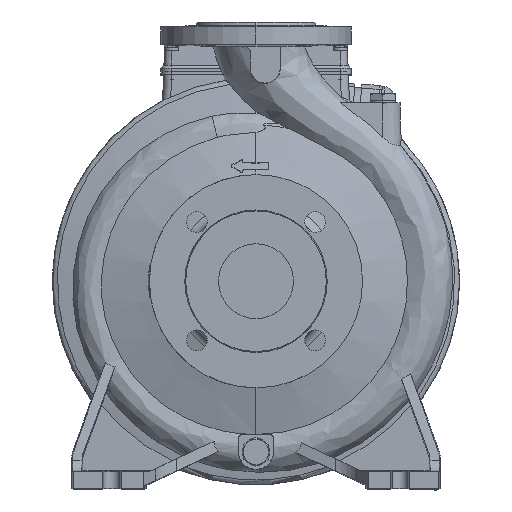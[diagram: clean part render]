
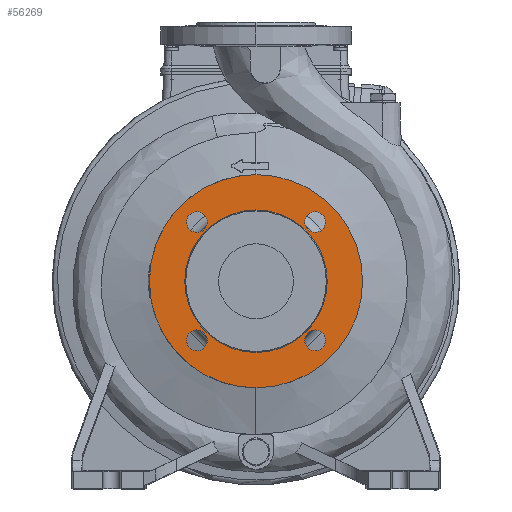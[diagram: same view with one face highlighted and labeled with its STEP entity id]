
A CAD part, top view. The second image highlights one B-rep face of the part: STEP entity #56269.
In plain terms, the highlighted planar face has unit normal (0, 0, 1).
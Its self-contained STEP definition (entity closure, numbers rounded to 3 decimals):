
#398 = DIRECTION ( 'NONE',  ( 0., 0., -1. ) ) ;
#1436 = AXIS2_PLACEMENT_3D ( 'NONE', #98395, #96555, #68764 ) ;
#2682 = FACE_BOUND ( 'NONE', #32981, .T. ) ;
#6721 = VERTEX_POINT ( 'NONE', #57540 ) ;
#12440 = AXIS2_PLACEMENT_3D ( 'NONE', #105557, #122264, #47532 ) ;
#12576 = DIRECTION ( 'NONE',  ( 0., 0., -1. ) ) ;
#13796 = VERTEX_POINT ( 'NONE', #42719 ) ;
#14936 = DIRECTION ( 'NONE',  ( 0., 0., -1. ) ) ;
#15094 = DIRECTION ( 'NONE',  ( 1., 0., 0. ) ) ;
#15238 = VERTEX_POINT ( 'NONE', #71164 ) ;
#17174 = CARTESIAN_POINT ( 'NONE',  ( -51.265, 51.265, 97. ) ) ;
#17800 = DIRECTION ( 'NONE',  ( 1., 0., 0. ) ) ;
#18366 = CIRCLE ( 'NONE', #12440, 9. ) ;
#18531 = AXIS2_PLACEMENT_3D ( 'NONE', #116892, #14936, #21772 ) ;
#19980 = CIRCLE ( 'NONE', #25876, 9. ) ;
#21309 = CARTESIAN_POINT ( 'NONE',  ( 0., 0., 97. ) ) ;
#21406 = DIRECTION ( 'NONE',  ( 0., 0., -1. ) ) ;
#21772 = DIRECTION ( 'NONE',  ( 1., 0., 0. ) ) ;
#22183 = AXIS2_PLACEMENT_3D ( 'NONE', #73935, #398, #38083 ) ;
#22246 = CARTESIAN_POINT ( 'NONE',  ( -42.265, -51.265, 97. ) ) ;
#22661 = DIRECTION ( 'NONE',  ( 0., 1., 0. ) ) ;
#23887 = VERTEX_POINT ( 'NONE', #96207 ) ;
#24165 = ORIENTED_EDGE ( 'NONE', *, *, #92860, .F. ) ;
#25876 = AXIS2_PLACEMENT_3D ( 'NONE', #75821, #21406, #59101 ) ;
#27474 = CIRCLE ( 'NONE', #106398, 61.804 ) ;
#30711 = CARTESIAN_POINT ( 'NONE',  ( 0., 0., 97. ) ) ;
#31122 = ORIENTED_EDGE ( 'NONE', *, *, #34965, .T. ) ;
#31405 = CIRCLE ( 'NONE', #110344, 92.5 ) ;
#32311 = CARTESIAN_POINT ( 'NONE',  ( 51.265, 51.265, 97. ) ) ;
#32981 = EDGE_LOOP ( 'NONE', ( #122197, #37913 ) ) ;
#33242 = CARTESIAN_POINT ( 'NONE',  ( -61.804, 0., 97. ) ) ;
#34965 = EDGE_CURVE ( 'NONE', #13796, #49115, #37146, .T. ) ;
#35892 = DIRECTION ( 'NONE',  ( -1., 0., 0. ) ) ;
#37146 = CIRCLE ( 'NONE', #76626, 9. ) ;
#37913 = ORIENTED_EDGE ( 'NONE', *, *, #51323, .T. ) ;
#38083 = DIRECTION ( 'NONE',  ( 1., 0., 0. ) ) ;
#38873 = EDGE_LOOP ( 'NONE', ( #92203, #24165 ) ) ;
#39131 = FACE_BOUND ( 'NONE', #122037, .T. ) ;
#39545 = CARTESIAN_POINT ( 'NONE',  ( -60.265, -51.265, 97. ) ) ;
#39850 = ORIENTED_EDGE ( 'NONE', *, *, #53860, .T. ) ;
#39973 = EDGE_LOOP ( 'NONE', ( #80497, #50469 ) ) ;
#40309 = CIRCLE ( 'NONE', #109365, 61.804 ) ;
#41573 = FACE_BOUND ( 'NONE', #39973, .T. ) ;
#42719 = CARTESIAN_POINT ( 'NONE',  ( -42.265, 51.265, 97. ) ) ;
#42788 = DIRECTION ( 'NONE',  ( 0., 0., -1. ) ) ;
#46647 = CARTESIAN_POINT ( 'NONE',  ( 42.265, 51.265, 97. ) ) ;
#47391 = AXIS2_PLACEMENT_3D ( 'NONE', #17174, #54882, #17800 ) ;
#47532 = DIRECTION ( 'NONE',  ( 1., 0., 0. ) ) ;
#48329 = CIRCLE ( 'NONE', #91699, 9. ) ;
#48930 = EDGE_CURVE ( 'NONE', #61226, #78597, #27474, .T. ) ;
#49115 = VERTEX_POINT ( 'NONE', #90443 ) ;
#50469 = ORIENTED_EDGE ( 'NONE', *, *, #114166, .T. ) ;
#51323 = EDGE_CURVE ( 'NONE', #6721, #74289, #19980, .T. ) ;
#51386 = VERTEX_POINT ( 'NONE', #58490 ) ;
#52788 = CARTESIAN_POINT ( 'NONE',  ( -51.265, 51.265, 97. ) ) ;
#53219 = DIRECTION ( 'NONE',  ( 0., 0., 1. ) ) ;
#53548 = VERTEX_POINT ( 'NONE', #22246 ) ;
#53860 = EDGE_CURVE ( 'NONE', #107088, #53548, #59691, .T. ) ;
#54882 = DIRECTION ( 'NONE',  ( 0., 0., -1. ) ) ;
#55251 = EDGE_LOOP ( 'NONE', ( #65795, #39850 ) ) ;
#55379 = CARTESIAN_POINT ( 'NONE',  ( 0., 0., 97. ) ) ;
#56269 = ADVANCED_FACE ( 'NONE', ( #39131, #58907, #2682, #41573, #116321, #115709 ), #58296, .F. ) ;
#57540 = CARTESIAN_POINT ( 'NONE',  ( 42.265, -51.265, 97. ) ) ;
#58296 = PLANE ( 'NONE',  #1436 ) ;
#58490 = CARTESIAN_POINT ( 'NONE',  ( 0., -92.5, 97. ) ) ;
#58907 = FACE_BOUND ( 'NONE', #55251, .T. ) ;
#59101 = DIRECTION ( 'NONE',  ( 1., 0., 0. ) ) ;
#59691 = CIRCLE ( 'NONE', #22183, 9. ) ;
#60007 = CIRCLE ( 'NONE', #18531, 9. ) ;
#61226 = VERTEX_POINT ( 'NONE', #111321 ) ;
#65495 = EDGE_CURVE ( 'NONE', #49115, #13796, #100649, .T. ) ;
#65795 = ORIENTED_EDGE ( 'NONE', *, *, #73500, .T. ) ;
#65953 = AXIS2_PLACEMENT_3D ( 'NONE', #78057, #12576, #113912 ) ;
#68764 = DIRECTION ( 'NONE',  ( -1., 0., 0. ) ) ;
#70091 = CARTESIAN_POINT ( 'NONE',  ( 60.265, -51.265, 97. ) ) ;
#71164 = CARTESIAN_POINT ( 'NONE',  ( 60.265, 51.265, 97. ) ) ;
#71740 = EDGE_CURVE ( 'NONE', #74289, #6721, #18366, .T. ) ;
#71811 = AXIS2_PLACEMENT_3D ( 'NONE', #30711, #78263, #22661 ) ;
#73500 = EDGE_CURVE ( 'NONE', #53548, #107088, #60007, .T. ) ;
#73935 = CARTESIAN_POINT ( 'NONE',  ( -51.265, -51.265, 97. ) ) ;
#74289 = VERTEX_POINT ( 'NONE', #70091 ) ;
#74491 = DIRECTION ( 'NONE',  ( 0., 0., 1. ) ) ;
#75821 = CARTESIAN_POINT ( 'NONE',  ( 51.265, -51.265, 97. ) ) ;
#76316 = DIRECTION ( 'NONE',  ( 0., 0., -1. ) ) ;
#76626 = AXIS2_PLACEMENT_3D ( 'NONE', #52788, #78753, #15094 ) ;
#78037 = DIRECTION ( 'NONE',  ( 1., 0., 0. ) ) ;
#78057 = CARTESIAN_POINT ( 'NONE',  ( 51.265, 51.265, 97. ) ) ;
#78263 = DIRECTION ( 'NONE',  ( 0., 0., -1. ) ) ;
#78597 = VERTEX_POINT ( 'NONE', #33242 ) ;
#78753 = DIRECTION ( 'NONE',  ( 0., 0., -1. ) ) ;
#80497 = ORIENTED_EDGE ( 'NONE', *, *, #121570, .T. ) ;
#82208 = CARTESIAN_POINT ( 'NONE',  ( 0., 0., 97. ) ) ;
#84246 = EDGE_CURVE ( 'NONE', #23887, #51386, #31405, .T. ) ;
#85142 = ORIENTED_EDGE ( 'NONE', *, *, #110943, .F. ) ;
#85596 = CIRCLE ( 'NONE', #65953, 9. ) ;
#86153 = ORIENTED_EDGE ( 'NONE', *, *, #48930, .F. ) ;
#90443 = CARTESIAN_POINT ( 'NONE',  ( -60.265, 51.265, 97. ) ) ;
#91699 = AXIS2_PLACEMENT_3D ( 'NONE', #32311, #42788, #78037 ) ;
#92203 = ORIENTED_EDGE ( 'NONE', *, *, #84246, .F. ) ;
#92860 = EDGE_CURVE ( 'NONE', #51386, #23887, #101338, .T. ) ;
#96207 = CARTESIAN_POINT ( 'NONE',  ( 0., 92.5, 97. ) ) ;
#96555 = DIRECTION ( 'NONE',  ( 0., 0., -1. ) ) ;
#98395 = CARTESIAN_POINT ( 'NONE',  ( -185., 185., 97. ) ) ;
#100649 = CIRCLE ( 'NONE', #47391, 9. ) ;
#101338 = CIRCLE ( 'NONE', #71811, 92.5 ) ;
#102560 = VERTEX_POINT ( 'NONE', #46647 ) ;
#105557 = CARTESIAN_POINT ( 'NONE',  ( 51.265, -51.265, 97. ) ) ;
#106398 = AXIS2_PLACEMENT_3D ( 'NONE', #55379, #74491, #112801 ) ;
#107088 = VERTEX_POINT ( 'NONE', #39545 ) ;
#109365 = AXIS2_PLACEMENT_3D ( 'NONE', #82208, #53219, #35892 ) ;
#110344 = AXIS2_PLACEMENT_3D ( 'NONE', #21309, #76316, #113993 ) ;
#110943 = EDGE_CURVE ( 'NONE', #78597, #61226, #40309, .T. ) ;
#111321 = CARTESIAN_POINT ( 'NONE',  ( 61.804, 0., 97. ) ) ;
#112801 = DIRECTION ( 'NONE',  ( -1., 0., 0. ) ) ;
#112924 = ORIENTED_EDGE ( 'NONE', *, *, #65495, .T. ) ;
#113912 = DIRECTION ( 'NONE',  ( 1., 0., 0. ) ) ;
#113993 = DIRECTION ( 'NONE',  ( 0., 1., 0. ) ) ;
#114166 = EDGE_CURVE ( 'NONE', #102560, #15238, #48329, .T. ) ;
#114581 = EDGE_LOOP ( 'NONE', ( #85142, #86153 ) ) ;
#115709 = FACE_OUTER_BOUND ( 'NONE', #38873, .T. ) ;
#116321 = FACE_BOUND ( 'NONE', #114581, .T. ) ;
#116892 = CARTESIAN_POINT ( 'NONE',  ( -51.265, -51.265, 97. ) ) ;
#121570 = EDGE_CURVE ( 'NONE', #15238, #102560, #85596, .T. ) ;
#122037 = EDGE_LOOP ( 'NONE', ( #31122, #112924 ) ) ;
#122197 = ORIENTED_EDGE ( 'NONE', *, *, #71740, .T. ) ;
#122264 = DIRECTION ( 'NONE',  ( 0., 0., -1. ) ) ;
